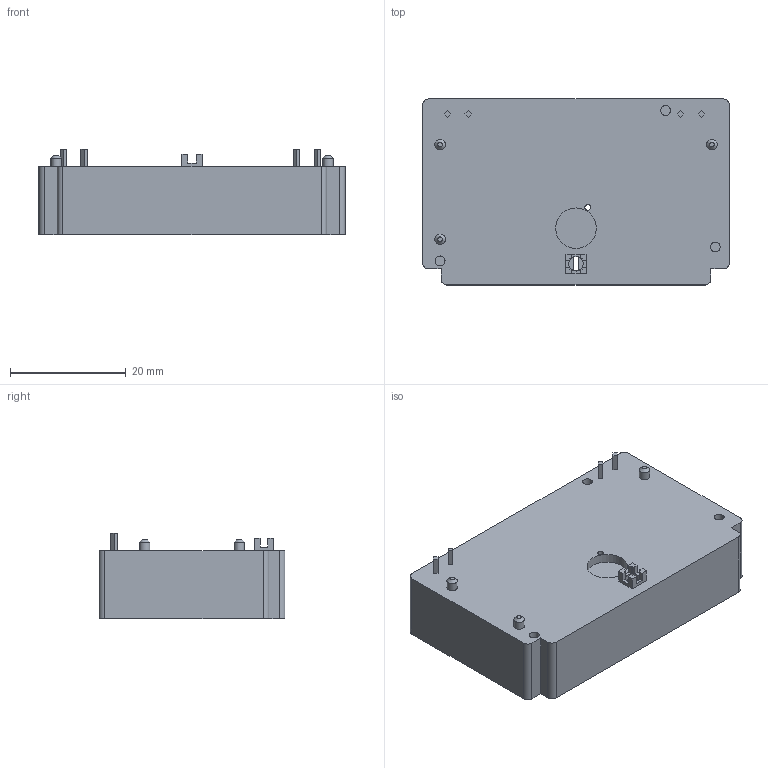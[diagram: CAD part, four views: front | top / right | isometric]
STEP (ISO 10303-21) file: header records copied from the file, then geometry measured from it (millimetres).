
FILE_DESCRIPTION(('FreeCAD Model'),'2;1');
FILE_NAME('Open CASCADE Shape Model','2025-05-23T02:20:22',(''),(''), 'Open CASCADE STEP processor 7.8','FreeCAD','Unknown');
FILE_SCHEMA(('AUTOMOTIVE_DESIGN { 1 0 10303 214 1 1 1 1 }'));
Length unit declared in the file: millimetre
Products named in the file (3): Unnamed; Box; Pins
Assembly tree (2 placements, depth 2):
  Unnamed
    Box
    Pins
Bounding box: 53 x 32.16 x 14.78 mm (x, y, z)
Volume: 19750.4 mm3; surface area: 5683.4 mm2
Topology: 5 solids, 5 shells, 109 faces, 251 edges, 159 vertices
Faces by surface type: plane 91, cylinder 15, cone 3
Full cylindrical faces by diameter (mm): 1 x1, 1.7 x3, 1.8 x3, 2.5 x1, 7 x1
Entity records: 3136 total; most frequent: DIRECTION 530, CARTESIAN_POINT 522, ORIENTED_EDGE 502, EDGE_CURVE 251, LINE 196, VECTOR 196, AXIS2_PLACEMENT_3D 167, VERTEX_POINT 159
